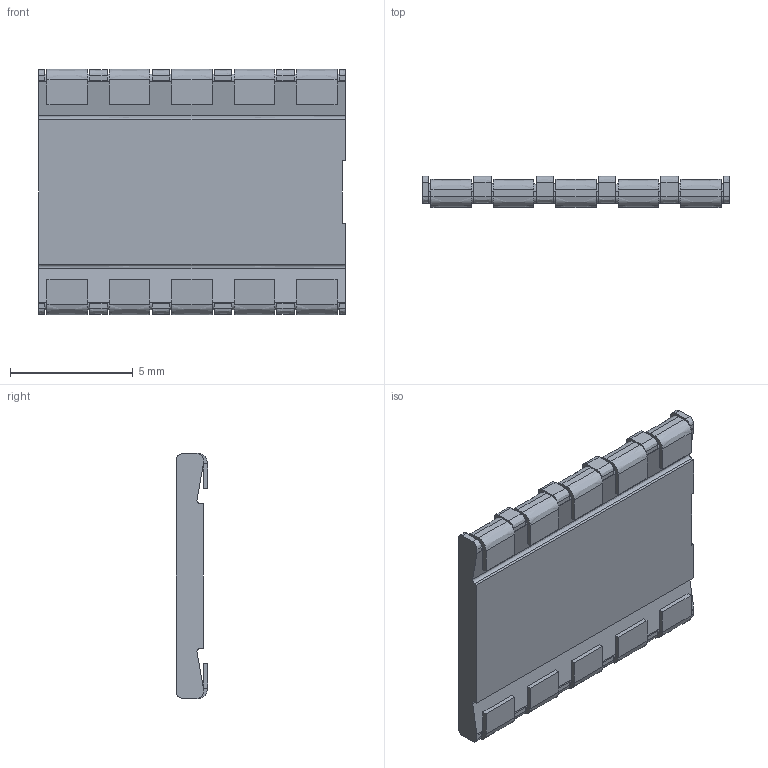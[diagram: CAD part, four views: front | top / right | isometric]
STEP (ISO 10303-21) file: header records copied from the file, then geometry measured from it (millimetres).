
FILE_DESCRIPTION((''),'2;1');
FILE_NAME('30701-11802_ASM','2007-06-11T',('minhn'),('Bourns, Inc.'),'PRO/ENGINEER BY PARAMETRIC TECHNOLOGY CORPORATION, 2001200','PRO/ENGINEER BY PARAMETRIC TECHNOLOGY CORPORATION, 2001200','');
FILE_SCHEMA(('AUTOMOTIVE_DESIGN_CC2 { 1 2 10303 214 -1 1 5 2 }'));
Length unit declared in the file: inch
Products named in the file (2): 33756-76903; 30701-11802_ASM
Assembly tree (1 placements, depth 2):
  30701-11802_ASM
    33756-76903
Bounding box: 12.5 x 1.27 x 10 mm (x, y, z)
Volume: 119.5 mm3; surface area: 425.8 mm2
Topology: 1 solids, 1 shells, 304 faces, 726 edges, 424 vertices
Faces by surface type: bspline 304
Entity records: 9454 total; most frequent: CARTESIAN_POINT 3305, ORIENTED_EDGE 1452, DIRECTION 908, EDGE_CURVE 726, VECTOR 550, LINE 550, VERTEX_POINT 424, EDGE_LOOP 304
